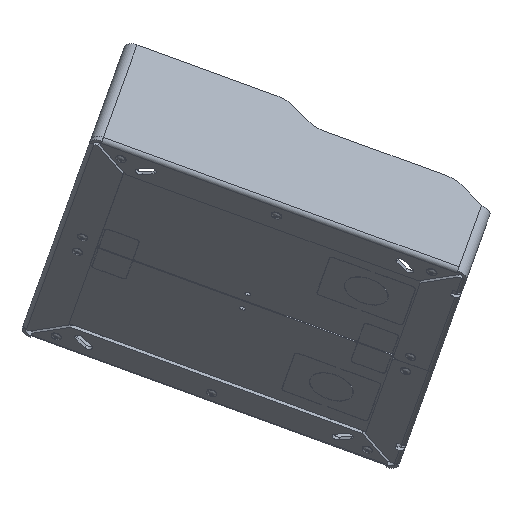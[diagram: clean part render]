
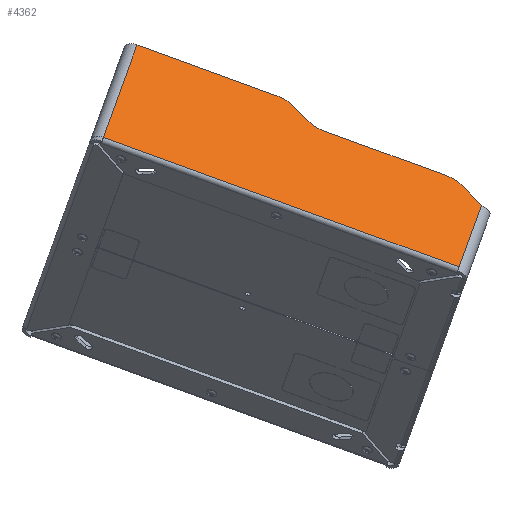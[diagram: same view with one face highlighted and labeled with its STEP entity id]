
A CAD part, left-side view. The second image highlights one B-rep face of the part: STEP entity #4362.
In plain terms, the highlighted face is planar.
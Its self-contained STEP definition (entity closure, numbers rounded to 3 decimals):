
#3503=CARTESIAN_POINT('Vertex',(-103.5,-103.,2.5)) ;
#3506=CARTESIAN_POINT('Line Origine',(-103.5,0.,2.5)) ;
#3510=CARTESIAN_POINT('Vertex',(-103.5,103.,2.5)) ;
#4255=CARTESIAN_POINT('Vertex',(-103.5,-103.,45.1)) ;
#4258=CARTESIAN_POINT('Line Origine',(-103.5,-103.,33.3)) ;
#4291=CARTESIAN_POINT('Axis2P3D Location',(-103.5,103.,0.)) ;
#4296=CARTESIAN_POINT('Line Origine',(-103.5,-43.907,55.6)) ;
#4300=CARTESIAN_POINT('Vertex',(-103.5,-79.454,55.6)) ;
#4302=CARTESIAN_POINT('Vertex',(-103.5,-8.359,55.6)) ;
#4305=CARTESIAN_POINT('Axis2P3D Location',(-103.5,-8.359,75.6)) ;
#4309=CARTESIAN_POINT('Vertex',(-103.5,1.641,58.279)) ;
#4312=CARTESIAN_POINT('Line Origine',(-103.5,6.526,61.1)) ;
#4316=CARTESIAN_POINT('Vertex',(-103.5,11.412,63.921)) ;
#4319=CARTESIAN_POINT('Axis2P3D Location',(-103.5,21.412,46.6)) ;
#4323=CARTESIAN_POINT('Vertex',(-103.5,21.412,66.6)) ;
#4326=CARTESIAN_POINT('Line Origine',(-103.5,62.206,66.6)) ;
#4330=CARTESIAN_POINT('Vertex',(-103.5,103.,66.6)) ;
#4333=CARTESIAN_POINT('Line Origine',(-103.5,103.,34.55)) ;
#4338=CARTESIAN_POINT('Line Origine',(-103.5,-96.227,49.01)) ;
#4342=CARTESIAN_POINT('Vertex',(-103.5,-89.454,52.921)) ;
#4345=CARTESIAN_POINT('Axis2P3D Location',(-103.5,-79.454,35.6)) ;
#3507=DIRECTION('Vector Direction',(0.,1.,0.)) ;
#4259=DIRECTION('Vector Direction',(0.,0.,-1.)) ;
#4292=DIRECTION('Axis2P3D Direction',(-1.,0.,0.)) ;
#4293=DIRECTION('Axis2P3D XDirection',(0.,-1.,0.)) ;
#4297=DIRECTION('Vector Direction',(0.,1.,0.)) ;
#4306=DIRECTION('Axis2P3D Direction',(-1.,0.,0.)) ;
#4313=DIRECTION('Vector Direction',(0.,0.866,0.5)) ;
#4320=DIRECTION('Axis2P3D Direction',(-1.,0.,0.)) ;
#4327=DIRECTION('Vector Direction',(0.,-1.,0.)) ;
#4334=DIRECTION('Vector Direction',(0.,0.,1.)) ;
#4339=DIRECTION('Vector Direction',(0.,0.866,0.5)) ;
#4346=DIRECTION('Axis2P3D Direction',(-1.,0.,0.)) ;
#4294=AXIS2_PLACEMENT_3D('Plane Axis2P3D',#4291,#4292,#4293) ;
#4307=AXIS2_PLACEMENT_3D('Circle Axis2P3D',#4305,#4306,$) ;
#4321=AXIS2_PLACEMENT_3D('Circle Axis2P3D',#4319,#4320,$) ;
#4347=AXIS2_PLACEMENT_3D('Circle Axis2P3D',#4345,#4346,$) ;
#4351=ORIENTED_EDGE('',*,*,#4304,.T.) ;
#4352=ORIENTED_EDGE('',*,*,#4311,.F.) ;
#4353=ORIENTED_EDGE('',*,*,#4318,.T.) ;
#4354=ORIENTED_EDGE('',*,*,#4325,.T.) ;
#4355=ORIENTED_EDGE('',*,*,#4332,.T.) ;
#4356=ORIENTED_EDGE('',*,*,#4337,.F.) ;
#4357=ORIENTED_EDGE('',*,*,#3512,.F.) ;
#4358=ORIENTED_EDGE('',*,*,#4262,.T.) ;
#4359=ORIENTED_EDGE('',*,*,#4344,.T.) ;
#4360=ORIENTED_EDGE('',*,*,#4349,.T.) ;
#3508=VECTOR('Line Direction',#3507,1.) ;
#4260=VECTOR('Line Direction',#4259,1.) ;
#4298=VECTOR('Line Direction',#4297,1.) ;
#4314=VECTOR('Line Direction',#4313,1.) ;
#4328=VECTOR('Line Direction',#4327,1.) ;
#4335=VECTOR('Line Direction',#4334,1.) ;
#4340=VECTOR('Line Direction',#4339,1.) ;
#4362=ADVANCED_FACE('CORPO',(#4361),#4295,.T.) ;
#4308=CIRCLE('generated circle',#4307,20.) ;
#4322=CIRCLE('generated circle',#4321,20.) ;
#4348=CIRCLE('generated circle',#4347,20.) ;
#3512=EDGE_CURVE('',#3504,#3511,#3509,.T.) ;
#4262=EDGE_CURVE('',#3504,#4256,#4261,.F.) ;
#4304=EDGE_CURVE('',#4301,#4303,#4299,.T.) ;
#4311=EDGE_CURVE('',#4310,#4303,#4308,.T.) ;
#4318=EDGE_CURVE('',#4310,#4317,#4315,.T.) ;
#4325=EDGE_CURVE('',#4317,#4324,#4322,.T.) ;
#4332=EDGE_CURVE('',#4324,#4331,#4329,.F.) ;
#4337=EDGE_CURVE('',#3511,#4331,#4336,.T.) ;
#4344=EDGE_CURVE('',#4256,#4343,#4341,.T.) ;
#4349=EDGE_CURVE('',#4343,#4301,#4348,.T.) ;
#4350=EDGE_LOOP('',(#4351,#4352,#4353,#4354,#4355,#4356,#4357,#4358,#4359,#4360)) ;
#4361=FACE_OUTER_BOUND('',#4350,.T.) ;
#3509=LINE('Line',#3506,#3508) ;
#4261=LINE('Line',#4258,#4260) ;
#4299=LINE('Line',#4296,#4298) ;
#4315=LINE('Line',#4312,#4314) ;
#4329=LINE('Line',#4326,#4328) ;
#4336=LINE('Line',#4333,#4335) ;
#4341=LINE('Line',#4338,#4340) ;
#4295=PLANE('',#4294) ;
#3504=VERTEX_POINT('',#3503) ;
#3511=VERTEX_POINT('',#3510) ;
#4256=VERTEX_POINT('',#4255) ;
#4301=VERTEX_POINT('',#4300) ;
#4303=VERTEX_POINT('',#4302) ;
#4310=VERTEX_POINT('',#4309) ;
#4317=VERTEX_POINT('',#4316) ;
#4324=VERTEX_POINT('',#4323) ;
#4331=VERTEX_POINT('',#4330) ;
#4343=VERTEX_POINT('',#4342) ;
